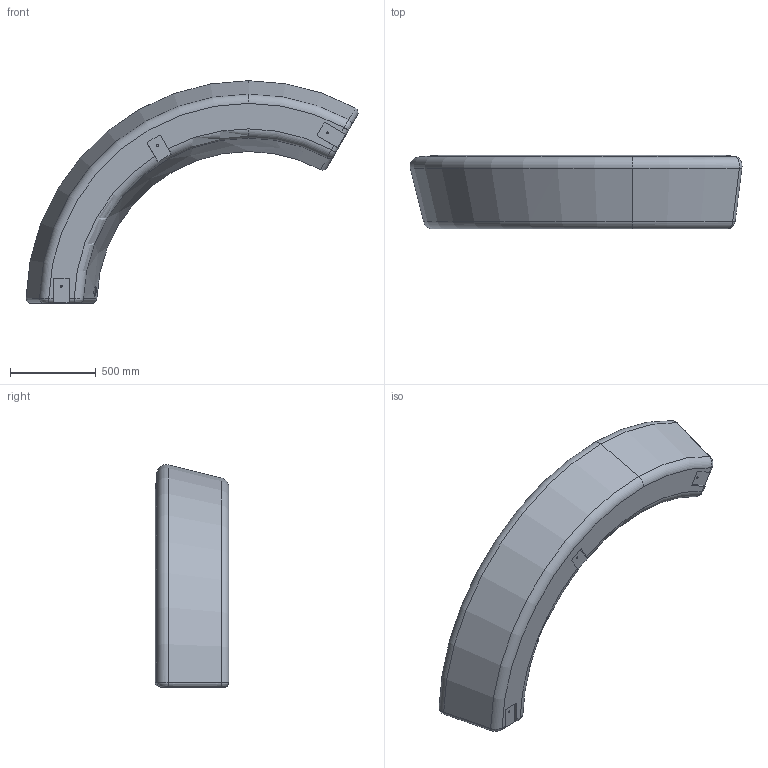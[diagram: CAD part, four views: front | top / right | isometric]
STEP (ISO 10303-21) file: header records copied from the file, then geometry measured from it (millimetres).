
FILE_DESCRIPTION (( 'STEP AP214' ), '1' );
FILE_NAME ('lOOP_ARC.STEP', '2019-12-04T08:35:37', ( '' ), ( '' ), 'SwSTEP 2.0', 'SolidWorks 2018', '' );
FILE_SCHEMA (( 'AUTOMOTIVE_DESIGN' ));
Length unit declared in the file: millimetre
Products named in the file (1): lOOP_ARC
Bounding box: 1937.37 x 429.87 x 1299.05 mm (x, y, z)
Volume: 20947227.1 mm3; surface area: 6985743.1 mm2
Topology: 1 solids, 1 shells, 119 faces, 303 edges, 188 vertices
Faces by surface type: plane 32, bspline 28, cylinder 27, torus 26, cone 6
Entity records: 6552 total; most frequent: CARTESIAN_POINT 3763, ORIENTED_EDGE 606, DIRECTION 560, EDGE_CURVE 303, AXIS2_PLACEMENT_3D 233, VERTEX_POINT 188, CIRCLE 141, EDGE_LOOP 127
